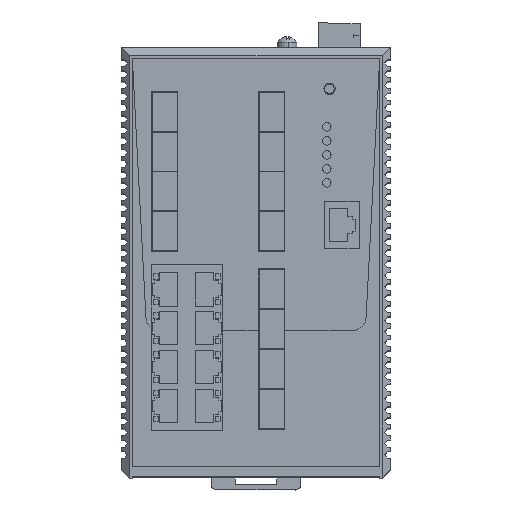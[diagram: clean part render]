
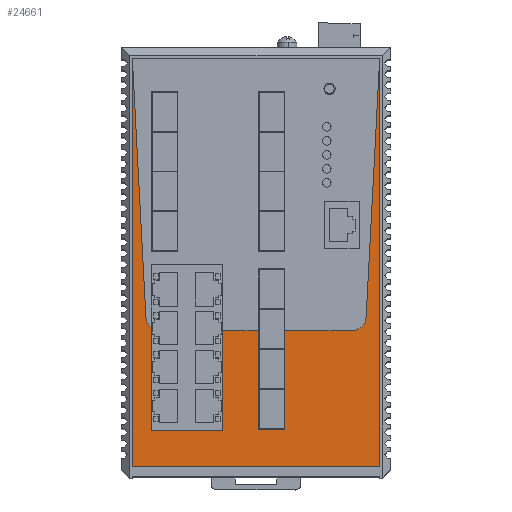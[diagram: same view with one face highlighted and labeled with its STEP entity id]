
A CAD part, top view. The second image highlights one B-rep face of the part: STEP entity #24661.
In plain terms, the highlighted planar face has unit normal (0, 0, 1).
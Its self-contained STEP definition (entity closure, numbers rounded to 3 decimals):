
#24587=AXIS2_PLACEMENT_3D('Plane Axis2P3D',#24584,#24585,#24586) ;
#24591=AXIS2_PLACEMENT_3D('Circle Axis2P3D',#24589,#24590,$) ;
#24629=AXIS2_PLACEMENT_3D('Circle Axis2P3D',#24627,#24628,$) ;
#370=CARTESIAN_POINT('Vertex',(92.4,154.,158.4)) ;
#391=CARTESIAN_POINT('Vertex',(4.,154.,158.4)) ;
#425=CARTESIAN_POINT('Vertex',(10.75,57.74,158.4)) ;
#428=CARTESIAN_POINT('Line Origine',(10.75,39.38,158.4)) ;
#432=CARTESIAN_POINT('Vertex',(10.75,21.02,158.4)) ;
#512=CARTESIAN_POINT('Vertex',(36.17,21.02,158.4)) ;
#515=CARTESIAN_POINT('Line Origine',(36.17,38.843,158.4)) ;
#519=CARTESIAN_POINT('Vertex',(36.17,56.667,158.4)) ;
#546=CARTESIAN_POINT('Vertex',(49.029,56.667,158.4)) ;
#549=CARTESIAN_POINT('Line Origine',(49.029,39.066,158.4)) ;
#553=CARTESIAN_POINT('Vertex',(49.029,21.465,158.4)) ;
#626=CARTESIAN_POINT('Vertex',(58.479,21.465,158.4)) ;
#629=CARTESIAN_POINT('Line Origine',(58.479,39.066,158.4)) ;
#633=CARTESIAN_POINT('Vertex',(58.479,56.667,158.4)) ;
#20997=CARTESIAN_POINT('Line Origine',(53.754,21.465,158.4)) ;
#21015=CARTESIAN_POINT('Line Origine',(23.46,21.02,158.4)) ;
#24584=CARTESIAN_POINT('Axis2P3D Location',(0.,-0.1,158.4)) ;
#24589=CARTESIAN_POINT('Axis2P3D Location',(13.846,61.667,158.4)) ;
#24593=CARTESIAN_POINT('Vertex',(8.853,61.405,158.4)) ;
#24596=CARTESIAN_POINT('Line Origine',(6.426,107.702,158.4)) ;
#24601=CARTESIAN_POINT('Line Origine',(4.,81.,158.4)) ;
#24605=CARTESIAN_POINT('Vertex',(4.,8.,158.4)) ;
#24608=CARTESIAN_POINT('Line Origine',(48.2,8.,158.4)) ;
#24612=CARTESIAN_POINT('Vertex',(92.4,8.,158.4)) ;
#24615=CARTESIAN_POINT('Line Origine',(92.4,81.,158.4)) ;
#24620=CARTESIAN_POINT('Line Origine',(89.974,107.702,158.4)) ;
#24624=CARTESIAN_POINT('Vertex',(87.547,61.405,158.4)) ;
#24627=CARTESIAN_POINT('Axis2P3D Location',(82.554,61.667,158.4)) ;
#24631=CARTESIAN_POINT('Vertex',(82.554,56.667,158.4)) ;
#24634=CARTESIAN_POINT('Line Origine',(70.517,56.667,158.4)) ;
#24639=CARTESIAN_POINT('Line Origine',(42.599,56.667,158.4)) ;
#429=DIRECTION('Vector Direction',(0.,-1.,0.)) ;
#516=DIRECTION('Vector Direction',(0.,1.,0.)) ;
#550=DIRECTION('Vector Direction',(0.,-1.,0.)) ;
#630=DIRECTION('Vector Direction',(0.,1.,0.)) ;
#20998=DIRECTION('Vector Direction',(1.,0.,0.)) ;
#21016=DIRECTION('Vector Direction',(1.,0.,0.)) ;
#24585=DIRECTION('Axis2P3D Direction',(0.,0.,1.)) ;
#24586=DIRECTION('Axis2P3D XDirection',(1.,0.,0.)) ;
#24590=DIRECTION('Axis2P3D Direction',(0.,0.,1.)) ;
#24597=DIRECTION('Vector Direction',(0.052,-0.999,0.)) ;
#24602=DIRECTION('Vector Direction',(0.,1.,0.)) ;
#24609=DIRECTION('Vector Direction',(-1.,0.,0.)) ;
#24616=DIRECTION('Vector Direction',(0.,-1.,0.)) ;
#24621=DIRECTION('Vector Direction',(-0.052,-0.999,0.)) ;
#24628=DIRECTION('Axis2P3D Direction',(0.,0.,1.)) ;
#24635=DIRECTION('Vector Direction',(1.,0.,0.)) ;
#24640=DIRECTION('Vector Direction',(1.,0.,0.)) ;
#430=VECTOR('Line Direction',#429,1.) ;
#517=VECTOR('Line Direction',#516,1.) ;
#551=VECTOR('Line Direction',#550,1.) ;
#631=VECTOR('Line Direction',#630,1.) ;
#20999=VECTOR('Line Direction',#20998,1.) ;
#21017=VECTOR('Line Direction',#21016,1.) ;
#24598=VECTOR('Line Direction',#24597,1.) ;
#24603=VECTOR('Line Direction',#24602,1.) ;
#24610=VECTOR('Line Direction',#24609,1.) ;
#24617=VECTOR('Line Direction',#24616,1.) ;
#24622=VECTOR('Line Direction',#24621,1.) ;
#24636=VECTOR('Line Direction',#24635,1.) ;
#24641=VECTOR('Line Direction',#24640,1.) ;
#24645=ORIENTED_EDGE('',*,*,#521,.F.) ;
#24646=ORIENTED_EDGE('',*,*,#21019,.F.) ;
#24647=ORIENTED_EDGE('',*,*,#434,.F.) ;
#24648=ORIENTED_EDGE('',*,*,#24595,.F.) ;
#24649=ORIENTED_EDGE('',*,*,#24600,.F.) ;
#24650=ORIENTED_EDGE('',*,*,#24607,.T.) ;
#24651=ORIENTED_EDGE('',*,*,#24614,.T.) ;
#24652=ORIENTED_EDGE('',*,*,#24619,.T.) ;
#24653=ORIENTED_EDGE('',*,*,#24626,.F.) ;
#24654=ORIENTED_EDGE('',*,*,#24633,.F.) ;
#24655=ORIENTED_EDGE('',*,*,#24638,.F.) ;
#24656=ORIENTED_EDGE('',*,*,#635,.F.) ;
#24657=ORIENTED_EDGE('',*,*,#21001,.F.) ;
#24658=ORIENTED_EDGE('',*,*,#555,.F.) ;
#24659=ORIENTED_EDGE('',*,*,#24643,.F.) ;
#24661=ADVANCED_FACE('SWITCH',(#24660),#24588,.T.) ;
#24592=CIRCLE('generated circle',#24591,5.) ;
#24630=CIRCLE('generated circle',#24629,5.) ;
#434=EDGE_CURVE('',#426,#433,#431,.T.) ;
#521=EDGE_CURVE('',#513,#520,#518,.T.) ;
#555=EDGE_CURVE('',#547,#554,#552,.T.) ;
#635=EDGE_CURVE('',#627,#634,#632,.T.) ;
#21001=EDGE_CURVE('',#554,#627,#21000,.T.) ;
#21019=EDGE_CURVE('',#433,#513,#21018,.T.) ;
#24595=EDGE_CURVE('',#24594,#426,#24592,.T.) ;
#24600=EDGE_CURVE('',#392,#24594,#24599,.T.) ;
#24607=EDGE_CURVE('',#392,#24606,#24604,.F.) ;
#24614=EDGE_CURVE('',#24606,#24613,#24611,.F.) ;
#24619=EDGE_CURVE('',#24613,#371,#24618,.F.) ;
#24626=EDGE_CURVE('',#24625,#371,#24623,.F.) ;
#24633=EDGE_CURVE('',#24632,#24625,#24630,.T.) ;
#24638=EDGE_CURVE('',#634,#24632,#24637,.T.) ;
#24643=EDGE_CURVE('',#520,#547,#24642,.T.) ;
#24644=EDGE_LOOP('',(#24645,#24646,#24647,#24648,#24649,#24650,#24651,#24652,#24653,#24654,#24655,#24656,#24657,#24658,#24659)) ;
#24660=FACE_OUTER_BOUND('',#24644,.T.) ;
#431=LINE('Line',#428,#430) ;
#518=LINE('Line',#515,#517) ;
#552=LINE('Line',#549,#551) ;
#632=LINE('Line',#629,#631) ;
#21000=LINE('Line',#20997,#20999) ;
#21018=LINE('Line',#21015,#21017) ;
#24599=LINE('Line',#24596,#24598) ;
#24604=LINE('Line',#24601,#24603) ;
#24611=LINE('Line',#24608,#24610) ;
#24618=LINE('Line',#24615,#24617) ;
#24623=LINE('Line',#24620,#24622) ;
#24637=LINE('Line',#24634,#24636) ;
#24642=LINE('Line',#24639,#24641) ;
#24588=PLANE('',#24587) ;
#371=VERTEX_POINT('',#370) ;
#392=VERTEX_POINT('',#391) ;
#426=VERTEX_POINT('',#425) ;
#433=VERTEX_POINT('',#432) ;
#513=VERTEX_POINT('',#512) ;
#520=VERTEX_POINT('',#519) ;
#547=VERTEX_POINT('',#546) ;
#554=VERTEX_POINT('',#553) ;
#627=VERTEX_POINT('',#626) ;
#634=VERTEX_POINT('',#633) ;
#24594=VERTEX_POINT('',#24593) ;
#24606=VERTEX_POINT('',#24605) ;
#24613=VERTEX_POINT('',#24612) ;
#24625=VERTEX_POINT('',#24624) ;
#24632=VERTEX_POINT('',#24631) ;
